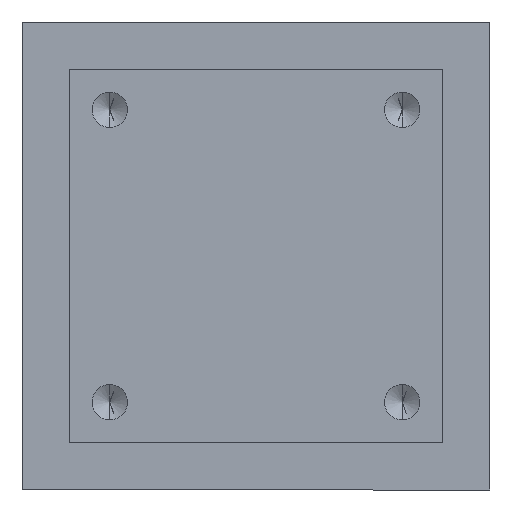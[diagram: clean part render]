
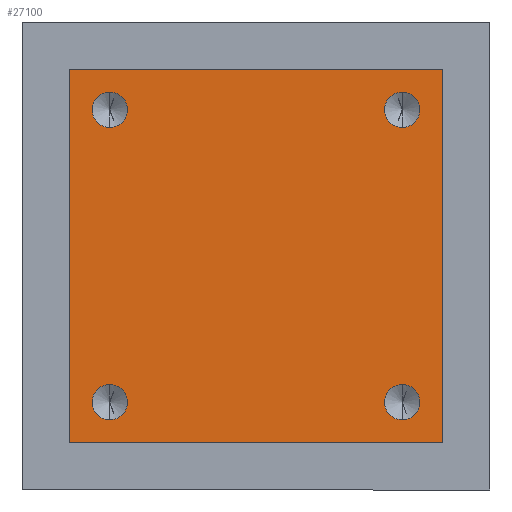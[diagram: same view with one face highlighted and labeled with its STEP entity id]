
A CAD part, front view. The second image highlights one B-rep face of the part: STEP entity #27100.
In plain terms, the highlighted planar face has unit normal (0, -1, 0).
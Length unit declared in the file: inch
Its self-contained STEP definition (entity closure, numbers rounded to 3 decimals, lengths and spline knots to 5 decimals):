
#1185 = CARTESIAN_POINT ( 'NONE',  ( 0., 0., 0. ) ) ;
#1960 = CARTESIAN_POINT ( 'NONE',  ( 0.718, 0., -0.718 ) ) ;
#2588 = LINE ( 'NONE', #6881, #37995 ) ;
#2708 = VERTEX_POINT ( 'NONE', #3306 ) ;
#2789 = EDGE_CURVE ( 'NONE', #32511, #3680, #22619, .T. ) ;
#2905 = CARTESIAN_POINT ( 'NONE',  ( 0.5625, 0., 0.5625 ) ) ;
#2929 = CARTESIAN_POINT ( 'NONE',  ( -0.718, 0., 0.718 ) ) ;
#2977 = DIRECTION ( 'NONE',  ( 0., 0., -1. ) ) ;
#3115 = DIRECTION ( 'NONE',  ( 0., -1., 0. ) ) ;
#3239 = DIRECTION ( 'NONE',  ( 0., 0., -1. ) ) ;
#3296 = VECTOR ( 'NONE', #27284, 39.37008 ) ;
#3306 = CARTESIAN_POINT ( 'NONE',  ( 0.5625, 0., 0.4945 ) ) ;
#3680 = VERTEX_POINT ( 'NONE', #4547 ) ;
#4547 = CARTESIAN_POINT ( 'NONE',  ( 0.718, 0., 0.718 ) ) ;
#4863 = DIRECTION ( 'NONE',  ( 0., 0., 1. ) ) ;
#5593 = DIRECTION ( 'NONE',  ( 0., 0., -1. ) ) ;
#6384 = CIRCLE ( 'NONE', #19358, 0.068 ) ;
#6813 = CIRCLE ( 'NONE', #28230, 0.068 ) ;
#6881 = CARTESIAN_POINT ( 'NONE',  ( -0.718, 0., 0.718 ) ) ;
#6940 = DIRECTION ( 'NONE',  ( 0., -1., 0. ) ) ;
#7168 = ORIENTED_EDGE ( 'NONE', *, *, #10544, .F. ) ;
#7417 = DIRECTION ( 'NONE',  ( 0., 0., -1. ) ) ;
#7584 = ORIENTED_EDGE ( 'NONE', *, *, #7968, .F. ) ;
#7748 = ORIENTED_EDGE ( 'NONE', *, *, #28791, .F. ) ;
#7968 = EDGE_CURVE ( 'NONE', #22574, #17997, #9365, .T. ) ;
#8107 = CARTESIAN_POINT ( 'NONE',  ( -0.5625, 0., -0.4945 ) ) ;
#8538 = CARTESIAN_POINT ( 'NONE',  ( 0.5625, 0., -0.4945 ) ) ;
#8710 = CARTESIAN_POINT ( 'NONE',  ( 0.5625, 0., -0.6305 ) ) ;
#9232 = FACE_BOUND ( 'NONE', #20739, .T. ) ;
#9365 = CIRCLE ( 'NONE', #27988, 0.068 ) ;
#9779 = DIRECTION ( 'NONE',  ( 0., -1., 0. ) ) ;
#10544 = EDGE_CURVE ( 'NONE', #26932, #32511, #2588, .T. ) ;
#11588 = DIRECTION ( 'NONE',  ( 0., 0., -1. ) ) ;
#11795 = DIRECTION ( 'NONE',  ( 0., -1., 0. ) ) ;
#12147 = CARTESIAN_POINT ( 'NONE',  ( 0.5625, 0., -0.5625 ) ) ;
#12516 = CARTESIAN_POINT ( 'NONE',  ( 0.5625, 0., 0.5625 ) ) ;
#13274 = DIRECTION ( 'NONE',  ( 0., 1., 0. ) ) ;
#13364 = FACE_BOUND ( 'NONE', #22972, .T. ) ;
#13814 = EDGE_LOOP ( 'NONE', ( #35457, #26963 ) ) ;
#15106 = AXIS2_PLACEMENT_3D ( 'NONE', #16314, #19508, #7417 ) ;
#16314 = CARTESIAN_POINT ( 'NONE',  ( -0.5625, 0., 0.5625 ) ) ;
#16354 = CARTESIAN_POINT ( 'NONE',  ( -0.5625, 0., 0.4945 ) ) ;
#16548 = VERTEX_POINT ( 'NONE', #35550 ) ;
#17188 = CIRCLE ( 'NONE', #30318, 0.068 ) ;
#17307 = VERTEX_POINT ( 'NONE', #8710 ) ;
#17531 = VERTEX_POINT ( 'NONE', #1960 ) ;
#17588 = VERTEX_POINT ( 'NONE', #8107 ) ;
#17980 = VECTOR ( 'NONE', #11588, 39.37008 ) ;
#17997 = VERTEX_POINT ( 'NONE', #31223 ) ;
#18827 = PLANE ( 'NONE',  #25926 ) ;
#19082 = ORIENTED_EDGE ( 'NONE', *, *, #19996, .F. ) ;
#19358 = AXIS2_PLACEMENT_3D ( 'NONE', #2905, #11795, #5593 ) ;
#19389 = CIRCLE ( 'NONE', #38100, 0.068 ) ;
#19508 = DIRECTION ( 'NONE',  ( 0., -1., 0. ) ) ;
#19996 = EDGE_CURVE ( 'NONE', #17997, #22574, #34068, .T. ) ;
#20187 = DIRECTION ( 'NONE',  ( 0., -1., 0. ) ) ;
#20271 = FACE_BOUND ( 'NONE', #13814, .T. ) ;
#20443 = DIRECTION ( 'NONE',  ( 0., 0., -1. ) ) ;
#20619 = CARTESIAN_POINT ( 'NONE',  ( -0.5625, 0., 0.5625 ) ) ;
#20739 = EDGE_LOOP ( 'NONE', ( #24722, #32110 ) ) ;
#20886 = DIRECTION ( 'NONE',  ( 0., -1., 0. ) ) ;
#21277 = AXIS2_PLACEMENT_3D ( 'NONE', #24562, #6940, #27498 ) ;
#21716 = LINE ( 'NONE', #36406, #3296 ) ;
#21812 = DIRECTION ( 'NONE',  ( 1., 0., 0. ) ) ;
#22345 = EDGE_CURVE ( 'NONE', #16548, #2708, #28452, .T. ) ;
#22574 = VERTEX_POINT ( 'NONE', #16354 ) ;
#22619 = LINE ( 'NONE', #29402, #34583 ) ;
#22972 = EDGE_LOOP ( 'NONE', ( #7584, #19082 ) ) ;
#23598 = DIRECTION ( 'NONE',  ( 0., -1., 0. ) ) ;
#23726 = ORIENTED_EDGE ( 'NONE', *, *, #31927, .F. ) ;
#24562 = CARTESIAN_POINT ( 'NONE',  ( 0.5625, 0., -0.5625 ) ) ;
#24722 = ORIENTED_EDGE ( 'NONE', *, *, #34776, .F. ) ;
#24871 = FACE_OUTER_BOUND ( 'NONE', #35605, .T. ) ;
#24887 = DIRECTION ( 'NONE',  ( 0., 0., 1. ) ) ;
#25926 = AXIS2_PLACEMENT_3D ( 'NONE', #1185, #13274, #4863 ) ;
#26039 = EDGE_CURVE ( 'NONE', #17531, #26932, #21716, .T. ) ;
#26407 = CIRCLE ( 'NONE', #21277, 0.068 ) ;
#26932 = VERTEX_POINT ( 'NONE', #34754 ) ;
#26963 = ORIENTED_EDGE ( 'NONE', *, *, #22345, .F. ) ;
#27100 = ADVANCED_FACE ( 'NONE', ( #9232, #20271, #27151, #13364, #24871 ), #18827, .F. ) ;
#27151 = FACE_BOUND ( 'NONE', #34023, .T. ) ;
#27255 = EDGE_CURVE ( 'NONE', #3680, #17531, #28048, .T. ) ;
#27284 = DIRECTION ( 'NONE',  ( -1., 0., 0. ) ) ;
#27498 = DIRECTION ( 'NONE',  ( 0., 0., -1. ) ) ;
#27988 = AXIS2_PLACEMENT_3D ( 'NONE', #20619, #3115, #2977 ) ;
#28048 = LINE ( 'NONE', #35094, #17980 ) ;
#28230 = AXIS2_PLACEMENT_3D ( 'NONE', #12147, #20886, #3239 ) ;
#28452 = CIRCLE ( 'NONE', #31877, 0.068 ) ;
#28791 = EDGE_CURVE ( 'NONE', #17307, #34464, #26407, .T. ) ;
#29036 = ORIENTED_EDGE ( 'NONE', *, *, #26039, .F. ) ;
#29186 = VERTEX_POINT ( 'NONE', #33022 ) ;
#29402 = CARTESIAN_POINT ( 'NONE',  ( 0.718, 0., 0.718 ) ) ;
#29775 = CARTESIAN_POINT ( 'NONE',  ( -0.5625, 0., -0.5625 ) ) ;
#30122 = DIRECTION ( 'NONE',  ( 0., 0., -1. ) ) ;
#30318 = AXIS2_PLACEMENT_3D ( 'NONE', #31898, #20187, #20443 ) ;
#31223 = CARTESIAN_POINT ( 'NONE',  ( -0.5625, 0., 0.6305 ) ) ;
#31315 = EDGE_CURVE ( 'NONE', #2708, #16548, #6384, .T. ) ;
#31877 = AXIS2_PLACEMENT_3D ( 'NONE', #12516, #9779, #30122 ) ;
#31898 = CARTESIAN_POINT ( 'NONE',  ( -0.5625, 0., -0.5625 ) ) ;
#31927 = EDGE_CURVE ( 'NONE', #34464, #17307, #6813, .T. ) ;
#32110 = ORIENTED_EDGE ( 'NONE', *, *, #36570, .F. ) ;
#32511 = VERTEX_POINT ( 'NONE', #2929 ) ;
#33022 = CARTESIAN_POINT ( 'NONE',  ( -0.5625, 0., -0.6305 ) ) ;
#34023 = EDGE_LOOP ( 'NONE', ( #7748, #23726 ) ) ;
#34068 = CIRCLE ( 'NONE', #15106, 0.068 ) ;
#34464 = VERTEX_POINT ( 'NONE', #8538 ) ;
#34561 = ORIENTED_EDGE ( 'NONE', *, *, #27255, .F. ) ;
#34583 = VECTOR ( 'NONE', #21812, 39.37008 ) ;
#34754 = CARTESIAN_POINT ( 'NONE',  ( -0.718, 0., -0.718 ) ) ;
#34776 = EDGE_CURVE ( 'NONE', #29186, #17588, #17188, .T. ) ;
#35094 = CARTESIAN_POINT ( 'NONE',  ( 0.718, 0., 0.718 ) ) ;
#35457 = ORIENTED_EDGE ( 'NONE', *, *, #31315, .F. ) ;
#35550 = CARTESIAN_POINT ( 'NONE',  ( 0.5625, 0., 0.6305 ) ) ;
#35563 = DIRECTION ( 'NONE',  ( 0., 0., -1. ) ) ;
#35605 = EDGE_LOOP ( 'NONE', ( #7168, #29036, #34561, #37940 ) ) ;
#36406 = CARTESIAN_POINT ( 'NONE',  ( 0.718, 0., -0.718 ) ) ;
#36570 = EDGE_CURVE ( 'NONE', #17588, #29186, #19389, .T. ) ;
#37940 = ORIENTED_EDGE ( 'NONE', *, *, #2789, .F. ) ;
#37995 = VECTOR ( 'NONE', #24887, 39.37008 ) ;
#38100 = AXIS2_PLACEMENT_3D ( 'NONE', #29775, #23598, #35563 ) ;
